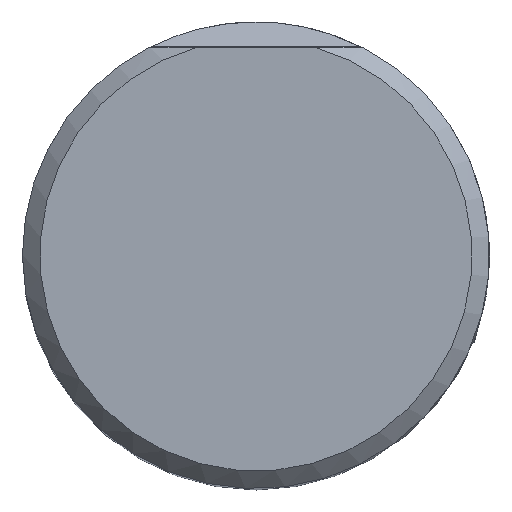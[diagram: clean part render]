
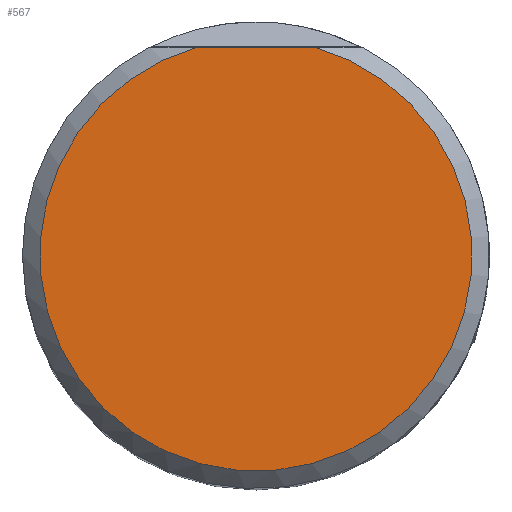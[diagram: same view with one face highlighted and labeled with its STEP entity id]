
A CAD part, top view. The second image highlights one B-rep face of the part: STEP entity #567.
In plain terms, the highlighted planar face has unit normal (0, 0, 1).
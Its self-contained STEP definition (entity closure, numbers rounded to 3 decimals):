
#331=FACE_OUTER_BOUND('',#1136,.T.);
#567=ADVANCED_FACE('',(#331),#846,.T.);
#846=PLANE('',#5208);
#1136=EDGE_LOOP('',(#2441,#2442));
#1493=LINE('',#7445,#1736);
#1736=VECTOR('',#5896,1.);
#2035=CIRCLE('',#5207,18.496);
#2441=ORIENTED_EDGE('',*,*,#4241,.F.);
#2442=ORIENTED_EDGE('',*,*,#4242,.T.);
#3762=VERTEX_POINT('',#7446);
#3763=VERTEX_POINT('',#7447);
#4241=EDGE_CURVE('',#3762,#3763,#1493,.T.);
#4242=EDGE_CURVE('',#3762,#3763,#2035,.T.);
#5207=AXIS2_PLACEMENT_3D('',#7448,#5897,#5898);
#5208=AXIS2_PLACEMENT_3D('',#7449,#5899,#5900);
#5896=DIRECTION('',(1.,0.,0.));
#5897=DIRECTION('',(0.,0.,1.));
#5898=DIRECTION('',(1.,0.,0.));
#5899=DIRECTION('',(0.,0.,1.));
#5900=DIRECTION('',(1.,0.,0.));
#7445=CARTESIAN_POINT('',(0.,17.804,0.));
#7446=CARTESIAN_POINT('',(-5.012,17.804,0.));
#7447=CARTESIAN_POINT('',(5.012,17.804,0.));
#7448=CARTESIAN_POINT('',(0.,0.,0.));
#7449=CARTESIAN_POINT('',(0.,0.,0.));
